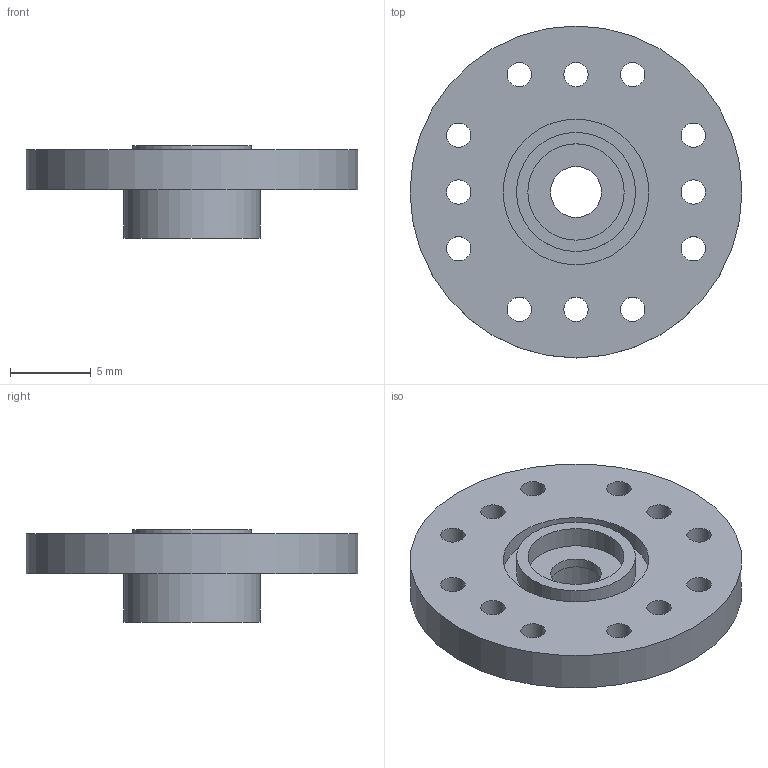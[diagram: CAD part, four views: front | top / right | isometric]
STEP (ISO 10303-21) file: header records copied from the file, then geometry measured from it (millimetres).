
FILE_DESCRIPTION(/* description */ ('STEP AP242','CAx-IF Rec.Pracs.---Representation and Presentation of Product Manufacturing Information (PMI)---4.0---2014-10-13','CAx-IF Rec.Pracs.---3D Tessellated Geometry---0.4---2014-09-14','2;1'),/* implementation_level */ '2;1');
FILE_NAME(/* name */ '61f1f50b079db571fd7141c7',/* time_stamp */ '2022-01-27T01:27:39+00:00',/* author */ (''),/* organization */ (''),/* preprocessor_version */ 'ST-DEVELOPER v18.101',/* originating_system */ ' ',/* authorisation */ ' ');
FILE_SCHEMA (('AP242_MANAGED_MODEL_BASED_3D_ENGINEERING_MIM_LF { 1 0 10303 442 1 1 4 }'));
Length unit declared in the file: metre
Products named in the file (1): MG946R_piattelo
Bounding box: 20.5 x 20.5 x 5.7 mm (x, y, z)
Volume: 773.6 mm3; surface area: 1135.7 mm2
Topology: 1 solids, 1 shells, 26 faces, 66 edges, 47 vertices
Faces by surface type: cylinder 19, plane 7
Full cylindrical faces by diameter (mm): 1.5 x12, 3.14 x1, 5.7 x1, 5.95 x1, 7.35 x1, 8.4 x1, 9 x1, 20.5 x1
Entity records: 718 total; most frequent: DIRECTION 130, CARTESIAN_POINT 103, ORIENTED_EDGE 76, EDGE_LOOP 76, FACE_BOUND 76, AXIS2_PLACEMENT_3D 65, EDGE_CURVE 38, VERTEX_POINT 38
